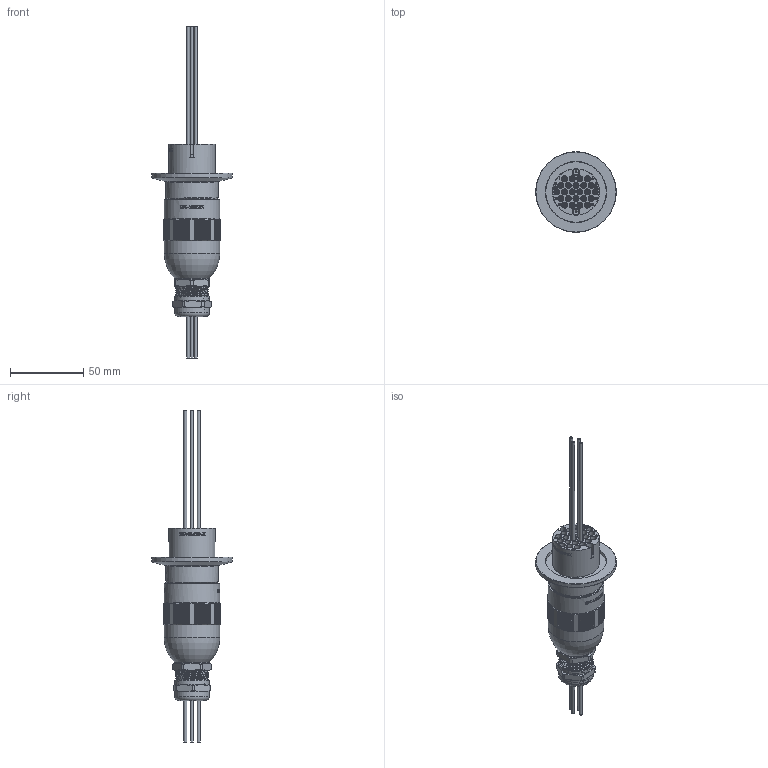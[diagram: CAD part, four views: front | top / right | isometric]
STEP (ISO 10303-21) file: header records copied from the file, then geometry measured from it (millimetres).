
FILE_DESCRIPTION (( 'STEP AP214' ), '1' );
FILE_NAME ('外发模型(带插头+护线筒)-S-KF40-2416-L75-L85.STEP', '2024-08-29T07:46:27', ( '' ), ( '' ), 'SwSTEP 2.0', 'SolidWorks 2020', '' );
FILE_SCHEMA (( 'AUTOMOTIVE_DESIGN' ));
Length unit declared in the file: millimetre
Products named in the file (21): M3-16-4 - 坋趼芛; 俋楷耀倰-CFG+萇盄-1.5; 萇盄囀郋-1.5; 俋楷耀倰-Z-XF-24P16-AIR-PPS; 誘盄芠囀郋-FTL14-M20NX; 俋楷耀倰-Z-XF-24P16-VAC-PPS; 囀郋躇猾杶 10-14; 誘盄芠蹟簽-LT14-PG16; 俋楷耀倰-CFG-1615; 外发模型-母针卡爪-1615; 俋楷耀倰-BLANK-CFG-1615; 誘盄芠-CPC-M36D14; 外发模型(带插头+护线筒)-S-KF40-2416-L75-L85; 誘盄芠俋褲-CPC-M36D14; 俋楷耀倰-FL-S-KF40-2416-L75-L85; 俋楷耀倰-XF-24P16-AIR-PPS; 俋楷耀倰-XF-24P16-VAC-PPS; 萇盄蝶々-1.5; 囀郋彶踡蛈 10-14; NDL-D16L190; 俋楷耀倰-S-KF40-2416-L75-L85
Assembly tree (53 placements, depth 5):
  外发模型(带插头+护线筒)-S-KF40-2416-L75-L85
    俋楷耀倰-S-KF40-2416-L75-L85
      俋楷耀倰-FL-S-KF40-2416-L75-L85
      NDL-D16L190  x24
    俋楷耀倰-Z-XF-24P16-VAC-PPS
      俋楷耀倰-XF-24P16-VAC-PPS
      俋楷耀倰-CFG+萇盄-1.5  x4
        萇盄蝶々-1.5
        萇盄囀郋-1.5
        俋楷耀倰-CFG-1615
          俋楷耀倰-BLANK-CFG-1615
          外发模型-母针卡爪-1615
      M3-16-4 - 坋趼芛  x2
    俋楷耀倰-Z-XF-24P16-AIR-PPS
      俋楷耀倰-XF-24P16-AIR-PPS
      俋楷耀倰-CFG+萇盄-1.5  x4
        萇盄蝶々-1.5
        萇盄囀郋-1.5
        俋楷耀倰-CFG-1615
          俋楷耀倰-BLANK-CFG-1615
          外发模型-母针卡爪-1615
      M3-16-4 - 坋趼芛  x2
    誘盄芠-CPC-M36D14
      誘盄芠俋褲-CPC-M36D14
      誘盄芠囀郋-FTL14-M20NX
        誘盄芠蹟簽-LT14-PG16
        囀郋躇猾杶 10-14
        囀郋彶踡蛈 10-14
Bounding box: 55 x 55 x 226.3 mm (x, y, z)
Volume: 65248.4 mm3; surface area: 75079.7 mm2
Topology: 83 solids, 83 shells, 2265 faces, 5712 edges, 3853 vertices
Faces by surface type: plane 1145, bspline 525, cylinder 473, torus 65, cone 57
Full cylindrical faces by diameter (mm): 0.6 x8, 1.38 x16, 1.56 x24, 1.6 x32, 1.8 x4, 1.98 x8, 2 x8, 2.3 x8, 2.5 x50, 2.7 x8, 2.8 x56, 3.4 x8, 3.5 x12, 4.1 x48, 4.5 x4, 14.2 x2, 14.5 x1, 17.4 x2, 19.2 x1, 19.3 x1, 19.7 x1, 20 x1, 23.7 x3, 31.6 x2, 34.5 x1, 36 x4, 36.5 x1, 38 x2, 41.2 x1, 55 x1
Entity records: 96652 total; most frequent: CARTESIAN_POINT 58056, ORIENTED_EDGE 8778, DIRECTION 5608, EDGE_CURVE 4389, VERTEX_POINT 3122, EDGE_LOOP 2235, AXIS2_PLACEMENT_3D 2028, B_SPLINE_CURVE_WITH_KNOTS 2016
